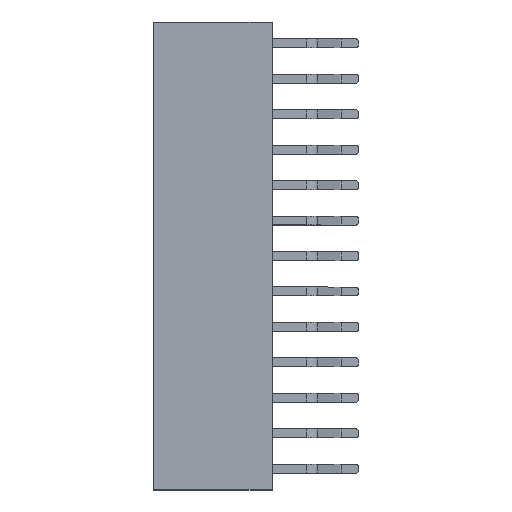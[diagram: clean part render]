
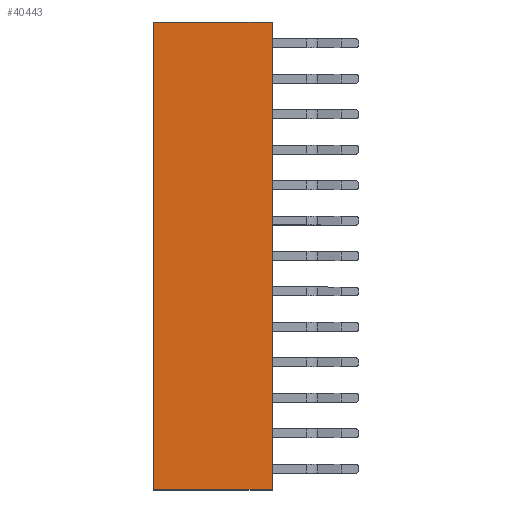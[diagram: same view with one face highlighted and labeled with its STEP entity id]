
A CAD part, top view. The second image highlights one B-rep face of the part: STEP entity #40443.
In plain terms, the highlighted planar face has unit normal (0, 0, 1).
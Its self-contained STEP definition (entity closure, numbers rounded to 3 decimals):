
#4702=ORIENTED_EDGE('',*,*,#11994,.F.);
#4703=ORIENTED_EDGE('',*,*,#12004,.F.);
#4704=ORIENTED_EDGE('',*,*,#11998,.T.);
#4705=ORIENTED_EDGE('',*,*,#12005,.T.);
#11994=EDGE_CURVE('',#15558,#15559,#19034,.T.);
#11998=EDGE_CURVE('',#15561,#15560,#19038,.T.);
#12004=EDGE_CURVE('',#15561,#15558,#19044,.T.);
#12005=EDGE_CURVE('',#15560,#15559,#19045,.T.);
#15558=VERTEX_POINT('',#56454);
#15559=VERTEX_POINT('',#56456);
#15560=VERTEX_POINT('',#56461);
#15561=VERTEX_POINT('',#56463);
#19034=LINE('',#56455,#22932);
#19038=LINE('',#56462,#22936);
#19044=LINE('',#56473,#22942);
#19045=LINE('',#56474,#22943);
#22932=VECTOR('',#47464,1000.);
#22936=VECTOR('',#47470,1000.);
#22942=VECTOR('',#47480,1000.);
#22943=VECTOR('',#47481,1000.);
#24937=EDGE_LOOP('',(#4702,#4703,#4704,#4705));
#26597=FACE_BOUND('',#24937,.T.);
#28221=PLANE('',#42058);
#40443=ADVANCED_FACE('',(#26597),#28221,.T.);
#42058=AXIS2_PLACEMENT_3D('',#56472,#47478,#47479);
#47464=DIRECTION('',(0.,1.,0.));
#47470=DIRECTION('',(0.,1.,0.));
#47478=DIRECTION('',(0.,0.,1.));
#47479=DIRECTION('',(0.,-1.,0.));
#47480=DIRECTION('',(-1.,0.,0.));
#47481=DIRECTION('',(-1.,0.,0.));
#56454=CARTESIAN_POINT('',(-16.76,-4.25,2.5));
#56455=CARTESIAN_POINT('',(-16.76,-4.25,2.5));
#56456=CARTESIAN_POINT('',(-16.76,4.25,2.5));
#56461=CARTESIAN_POINT('',(16.76,4.25,2.5));
#56462=CARTESIAN_POINT('',(16.76,-4.25,2.5));
#56463=CARTESIAN_POINT('',(16.76,-4.25,2.5));
#56472=CARTESIAN_POINT('',(16.76,-4.25,2.5));
#56473=CARTESIAN_POINT('',(16.76,-4.25,2.5));
#56474=CARTESIAN_POINT('',(16.76,4.25,2.5));
